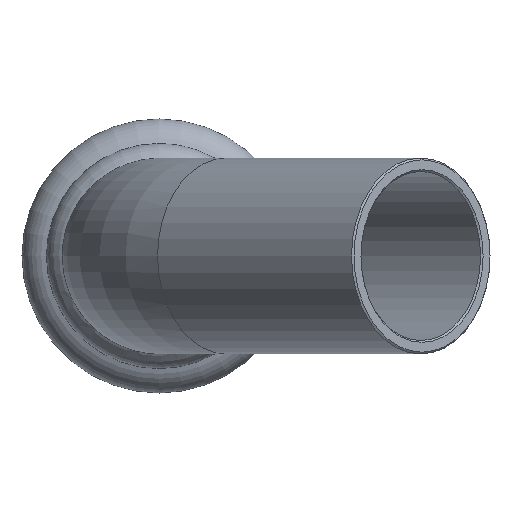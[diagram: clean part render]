
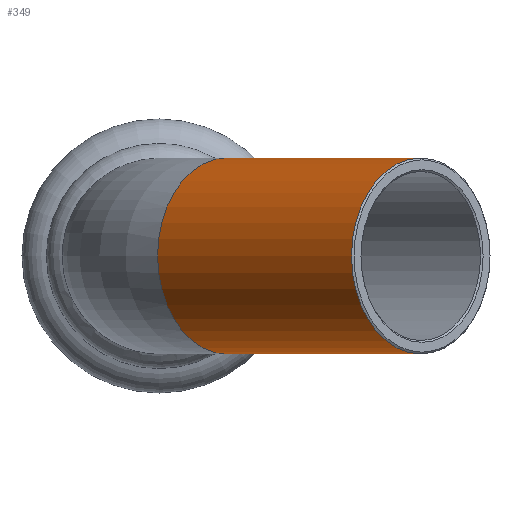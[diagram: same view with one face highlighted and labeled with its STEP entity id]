
A CAD part, left-side view. The second image highlights one B-rep face of the part: STEP entity #349.
In plain terms, the highlighted cylindrical face has radius 11 mm (diameter 22 mm), a full revolution.
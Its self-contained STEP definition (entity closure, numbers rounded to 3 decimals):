
#31=LINE('',#629,#40);
#40=VECTOR('',#513,11.);
#47=CYLINDRICAL_SURFACE('',#411,11.);
#58=FACE_OUTER_BOUND('',#76,.T.);
#76=EDGE_LOOP('',(#267,#268,#269,#270,#271,#272));
#108=CIRCLE('',#409,11.);
#109=CIRCLE('',#410,11.);
#110=CIRCLE('',#412,11.);
#111=CIRCLE('',#413,11.);
#147=VERTEX_POINT('',#620);
#148=VERTEX_POINT('',#621);
#149=VERTEX_POINT('',#626);
#150=VERTEX_POINT('',#627);
#193=EDGE_CURVE('',#147,#148,#108,.T.);
#194=EDGE_CURVE('',#148,#147,#109,.T.);
#196=EDGE_CURVE('',#149,#150,#110,.T.);
#197=EDGE_CURVE('',#150,#148,#31,.T.);
#198=EDGE_CURVE('',#150,#149,#111,.T.);
#267=ORIENTED_EDGE('',*,*,#196,.T.);
#268=ORIENTED_EDGE('',*,*,#197,.T.);
#269=ORIENTED_EDGE('',*,*,#193,.F.);
#270=ORIENTED_EDGE('',*,*,#194,.F.);
#271=ORIENTED_EDGE('',*,*,#197,.F.);
#272=ORIENTED_EDGE('',*,*,#198,.T.);
#349=ADVANCED_FACE('',(#58),#47,.T.);
#409=AXIS2_PLACEMENT_3D('',#622,#504,#505);
#410=AXIS2_PLACEMENT_3D('',#623,#506,#507);
#411=AXIS2_PLACEMENT_3D('',#625,#509,#510);
#412=AXIS2_PLACEMENT_3D('',#628,#511,#512);
#413=AXIS2_PLACEMENT_3D('',#630,#514,#515);
#504=DIRECTION('center_axis',(-0.707,-0.707,0.));
#505=DIRECTION('ref_axis',(0.707,-0.707,0.));
#506=DIRECTION('center_axis',(-0.707,-0.707,0.));
#507=DIRECTION('ref_axis',(0.707,-0.707,0.));
#509=DIRECTION('center_axis',(0.707,0.707,0.));
#510=DIRECTION('ref_axis',(-0.707,0.707,0.));
#511=DIRECTION('center_axis',(-0.707,-0.707,0.));
#512=DIRECTION('ref_axis',(0.,0.,-1.));
#513=DIRECTION('',(-0.707,-0.707,0.));
#514=DIRECTION('center_axis',(-0.707,-0.707,0.));
#515=DIRECTION('ref_axis',(0.,0.,-1.));
#620=CARTESIAN_POINT('',(-68.942,-21.616,0.));
#621=CARTESIAN_POINT('',(-53.385,-37.172,0.));
#622=CARTESIAN_POINT('Origin',(-61.164,-29.394,0.));
#623=CARTESIAN_POINT('Origin',(-61.164,-29.394,0.));
#625=CARTESIAN_POINT('Origin',(-50.345,-18.575,0.));
#626=CARTESIAN_POINT('',(-47.163,0.163,0.));
#627=CARTESIAN_POINT('',(-31.607,-15.393,0.));
#628=CARTESIAN_POINT('Origin',(-39.385,-7.615,0.));
#629=CARTESIAN_POINT('',(-42.567,-26.354,0.));
#630=CARTESIAN_POINT('Origin',(-39.385,-7.615,0.));
